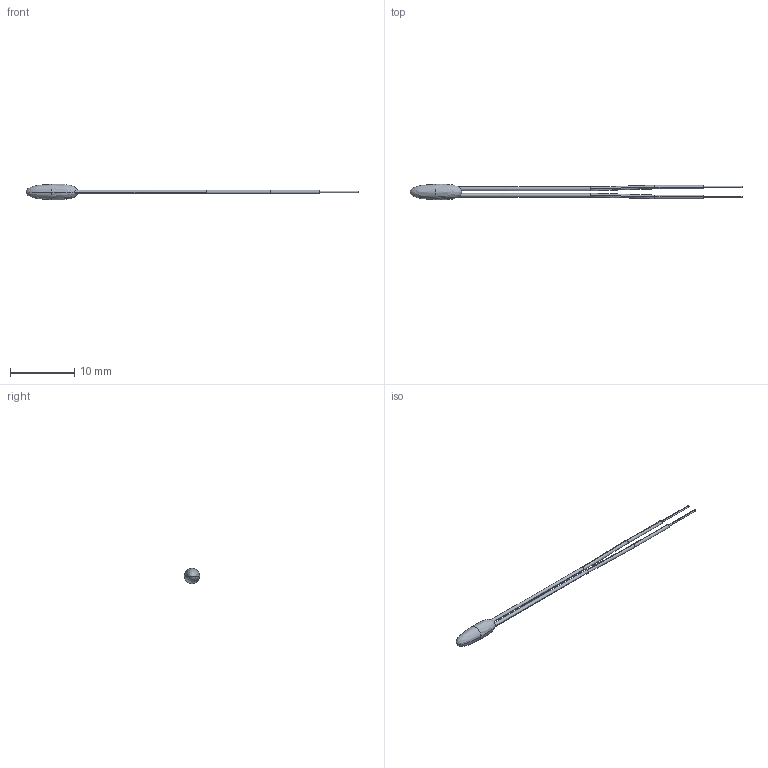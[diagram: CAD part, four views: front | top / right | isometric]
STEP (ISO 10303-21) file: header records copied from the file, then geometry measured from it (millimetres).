
FILE_DESCRIPTION (( 'STEP AP214' ), '1' );
FILE_NAME ('NTCLE300E3103SB.STEP', '2018-06-27T13:22:27', ( '' ), ( '' ), 'SwSTEP 2.0', 'SolidWorks 2018', '' );
FILE_SCHEMA (( 'AUTOMOTIVE_DESIGN' ));
Length unit declared in the file: millimetre
Products named in the file (1): NTCLE300E3103SB
Bounding box: 51.5 x 2.4 x 2.4 mm (x, y, z)
Volume: 46.5 mm3; surface area: 195.4 mm2
Topology: 1 solids, 1 shells, 24 faces, 56 edges, 32 vertices
Faces by surface type: cylinder 12, bspline 8, plane 4
Entity records: 1266 total; most frequent: CARTESIAN_POINT 479, ORIENTED_EDGE 104, DIRECTION 98, EDGE_CURVE 52, AXIS2_PLACEMENT_3D 43, VERTEX_POINT 32, UNCERTAINTY_MEASURE_WITH_UNIT 27, EDGE_LOOP 26
